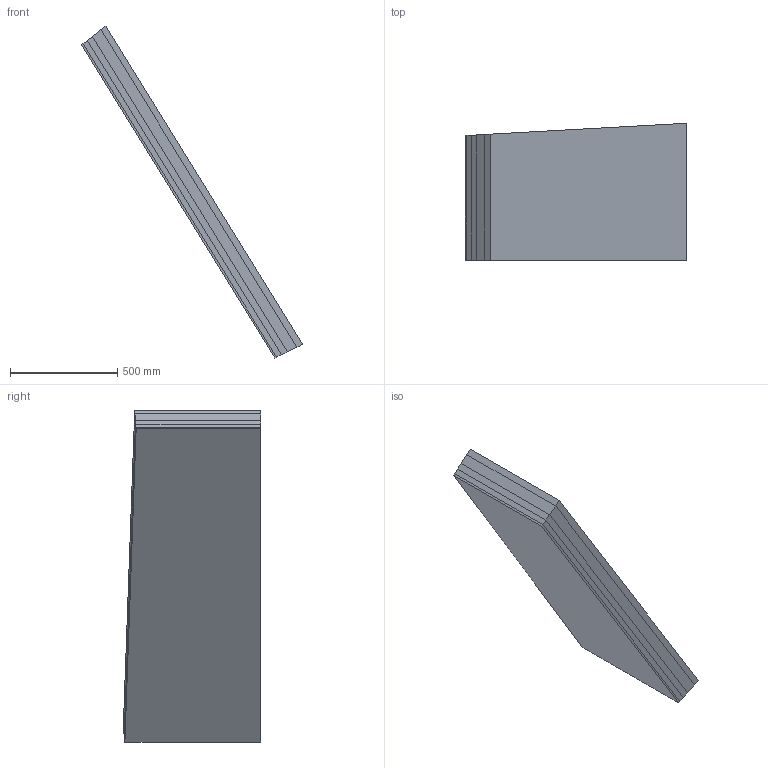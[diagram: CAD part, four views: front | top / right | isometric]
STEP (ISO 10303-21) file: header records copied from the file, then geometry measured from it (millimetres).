
FILE_DESCRIPTION(('FreeCAD Model'),'2;1');
FILE_NAME('detailed_HCPB/HCPB_sample_envelope_backwalls.step', '2018-01-22T16:31:11',('FreeCAD'),('FreeCAD'), 'Open CASCADE STEP processor 7.1','FreeCAD','Unknown');
FILE_SCHEMA(('AUTOMOTIVE_DESIGN_CC2 { 1 2 10303 214 -1 1 5 4 }'));
Length unit declared in the file: millimetre
Products named in the file (6): Open CASCADE STEP translator 7.1 1; Open CASCADE STEP translator 7.1 1.1; Open CASCADE STEP translator 7.1 1.2; Open CASCADE STEP translator 7.1 1.3; Open CASCADE STEP translator 7.1 1.4; Open CASCADE STEP translator 7.1 1.5
Assembly tree (5 placements, depth 2):
  Open CASCADE STEP translator 7.1 1
    Open CASCADE STEP translator 7.1 1.1
    Open CASCADE STEP translator 7.1 1.2
    Open CASCADE STEP translator 7.1 1.3
    Open CASCADE STEP translator 7.1 1.4
    Open CASCADE STEP translator 7.1 1.5
Bounding box: 1034.38 x 641.93 x 1550.31 mm (x, y, z)
Volume: 153674657 mm3; surface area: 11252332.4 mm2
Topology: 5 solids, 5 shells, 30 faces, 60 edges, 40 vertices
Faces by surface type: plane 30
Entity records: 1516 total; most frequent: CARTESIAN_POINT 376, DIRECTION 132, ORIENTED_EDGE 120, PCURVE 120, DEFINITIONAL_REPRESENTATION 120, B_SPLINE_CURVE_WITH_KNOTS 120, EDGE_CURVE 60, SURFACE_CURVE 60
